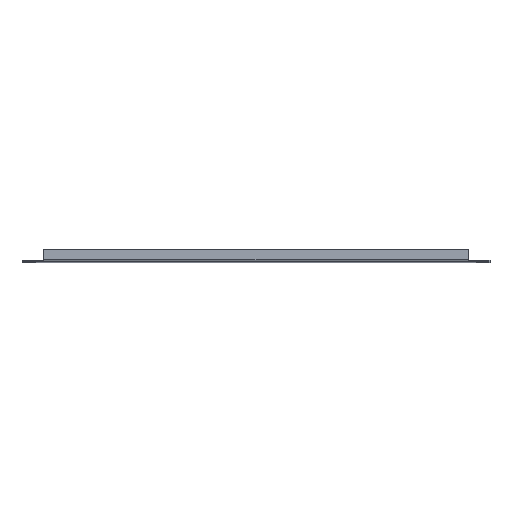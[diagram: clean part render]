
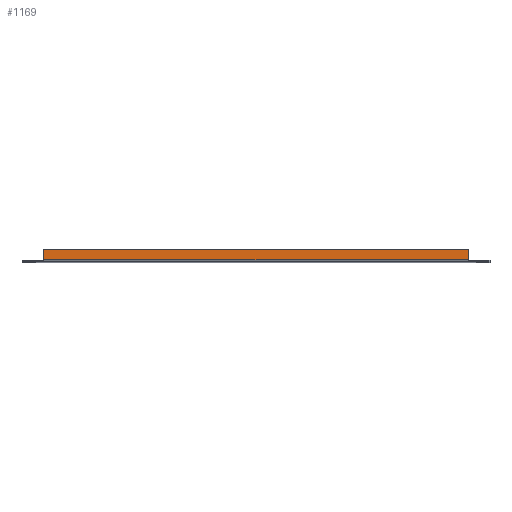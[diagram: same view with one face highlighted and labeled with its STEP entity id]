
A CAD part, top view. The second image highlights one B-rep face of the part: STEP entity #1169.
In plain terms, the highlighted planar face has unit normal (0, 0, 1).
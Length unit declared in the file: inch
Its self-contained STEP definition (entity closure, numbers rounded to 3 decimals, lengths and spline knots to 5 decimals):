
#87 = VECTOR ( 'NONE', #1802, 39.37008 ) ;
#114 = VERTEX_POINT ( 'NONE', #814 ) ;
#214 = VECTOR ( 'NONE', #1623, 39.37008 ) ;
#245 = LINE ( 'NONE', #999, #214 ) ;
#293 = CARTESIAN_POINT ( 'NONE',  ( 8.625, 0.5, 8.734 ) ) ;
#312 = LINE ( 'NONE', #1605, #1666 ) ;
#381 = LINE ( 'NONE', #1948, #87 ) ;
#413 = ORIENTED_EDGE ( 'NONE', *, *, #871, .T. ) ;
#608 = LINE ( 'NONE', #293, #645 ) ;
#633 = VERTEX_POINT ( 'NONE', #1810 ) ;
#645 = VECTOR ( 'NONE', #907, 39.37008 ) ;
#728 = ORIENTED_EDGE ( 'NONE', *, *, #1995, .F. ) ;
#760 = FACE_OUTER_BOUND ( 'NONE', #1228, .T. ) ;
#814 = CARTESIAN_POINT ( 'NONE',  ( -8.625, 0.086, 8.734 ) ) ;
#871 = EDGE_CURVE ( 'NONE', #880, #114, #381, .T. ) ;
#880 = VERTEX_POINT ( 'NONE', #1158 ) ;
#907 = DIRECTION ( 'NONE',  ( 1., 0., 0. ) ) ;
#994 = EDGE_CURVE ( 'NONE', #880, #633, #608, .T. ) ;
#999 = CARTESIAN_POINT ( 'NONE',  ( 8.625, 0.04648, 8.734 ) ) ;
#1156 = AXIS2_PLACEMENT_3D ( 'NONE', #1862, #1560, #1682 ) ;
#1158 = CARTESIAN_POINT ( 'NONE',  ( -8.625, 0.5, 8.734 ) ) ;
#1169 = ADVANCED_FACE ( 'NONE', ( #760 ), #1392, .F. ) ;
#1228 = EDGE_LOOP ( 'NONE', ( #728, #1256, #413, #1833 ) ) ;
#1256 = ORIENTED_EDGE ( 'NONE', *, *, #994, .F. ) ;
#1291 = CARTESIAN_POINT ( 'NONE',  ( 8.625, 0.086, 8.734 ) ) ;
#1392 = PLANE ( 'NONE',  #1156 ) ;
#1455 = DIRECTION ( 'NONE',  ( -1., 0., 0. ) ) ;
#1560 = DIRECTION ( 'NONE',  ( 0., 0., -1. ) ) ;
#1605 = CARTESIAN_POINT ( 'NONE',  ( 8.625, 0.086, 8.734 ) ) ;
#1623 = DIRECTION ( 'NONE',  ( 0., -1., 0. ) ) ;
#1666 = VECTOR ( 'NONE', #1455, 39.37008 ) ;
#1682 = DIRECTION ( 'NONE',  ( 0., 1., 0. ) ) ;
#1762 = VERTEX_POINT ( 'NONE', #1291 ) ;
#1802 = DIRECTION ( 'NONE',  ( 0., -1., 0. ) ) ;
#1810 = CARTESIAN_POINT ( 'NONE',  ( 8.625, 0.5, 8.734 ) ) ;
#1833 = ORIENTED_EDGE ( 'NONE', *, *, #1839, .F. ) ;
#1839 = EDGE_CURVE ( 'NONE', #1762, #114, #312, .T. ) ;
#1862 = CARTESIAN_POINT ( 'NONE',  ( 8.625, 0.04648, 8.734 ) ) ;
#1948 = CARTESIAN_POINT ( 'NONE',  ( -8.625, 0.04648, 8.734 ) ) ;
#1995 = EDGE_CURVE ( 'NONE', #633, #1762, #245, .T. ) ;
